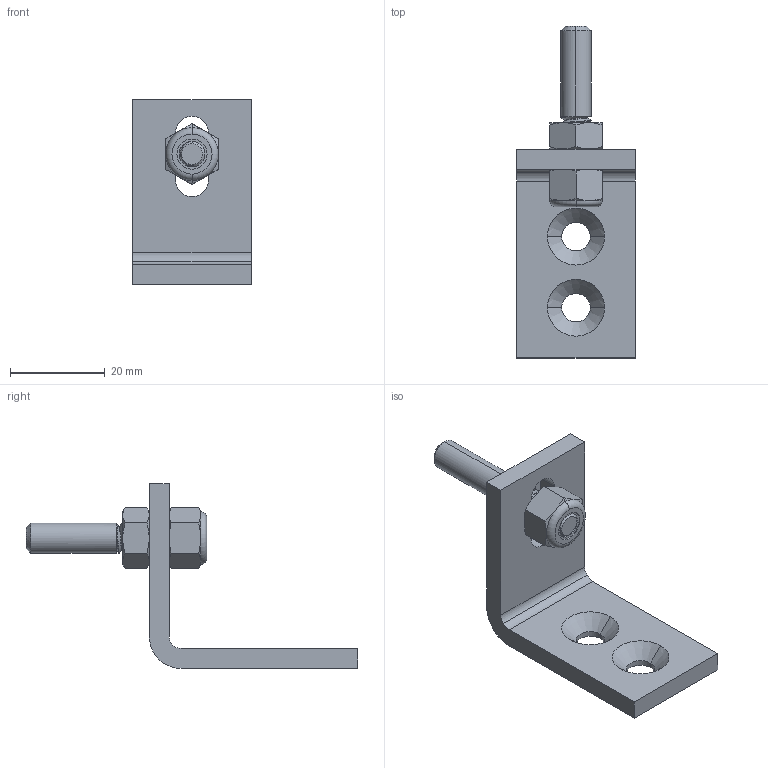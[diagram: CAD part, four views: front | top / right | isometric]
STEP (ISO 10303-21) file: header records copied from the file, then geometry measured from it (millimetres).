
FILE_DESCRIPTION (( 'STEP AP203' ), '1' );
FILE_NAME ('55-040-1.STEP', '2021-11-29T14:56:07', ( '' ), ( '' ), 'SwSTEP 2.0', 'SolidWorks 2021', '' );
FILE_SCHEMA (( 'CONFIG_CONTROL_DESIGN' ));
Length unit declared in the file: millimetre
Products named in the file (5): 55-040-1_nut_002; 55-040-1_nut_001; 55-040-1; 55-040-1_Stud; 55-040-1_Brackets
Assembly tree (4 placements, depth 2):
  55-040-1
    55-040-1_Stud
    55-040-1_nut_001
    55-040-1_nut_002
    55-040-1_Brackets
Bounding box: 25 x 70 x 39 mm (x, y, z)
Volume: 9267.3 mm3; surface area: 7119.4 mm2
Topology: 5 solids, 5 shells, 205 faces, 533 edges, 340 vertices
Faces by surface type: cylinder 115, cone 45, plane 33, bspline 6, torus 6
Entity records: 12075 total; most frequent: CARTESIAN_POINT 7198, ORIENTED_EDGE 1066, DIRECTION 785, EDGE_CURVE 533, VERTEX_POINT 340, AXIS2_PLACEMENT_3D 310, EDGE_LOOP 219, FACE_OUTER_BOUND 205
